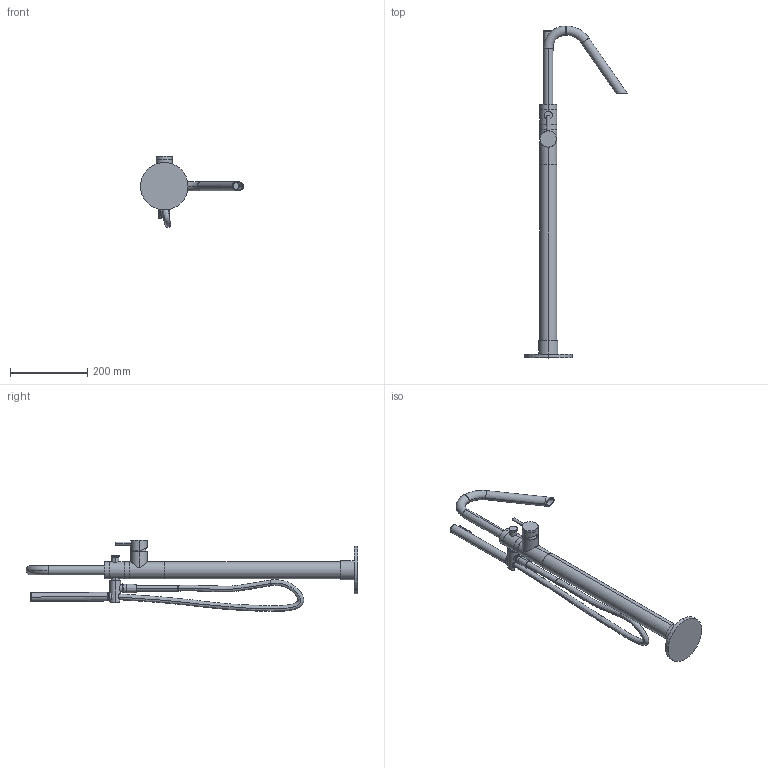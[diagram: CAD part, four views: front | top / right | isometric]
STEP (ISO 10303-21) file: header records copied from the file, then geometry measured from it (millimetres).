
FILE_DESCRIPTION (( 'STEP AP214' ), '1' );
FILE_NAME ('9153.STEP', '2024-02-08T14:17:54', ( '' ), ( '' ), 'SwSTEP 2.0', 'SolidWorks 2018', '' );
FILE_SCHEMA (( 'AUTOMOTIVE_DESIGN' ));
Length unit declared in the file: millimetre
Products named in the file (6): 0100700803; 9153; leva incasso; 0100900410; cappuccio minimalista
Assembly tree (5 placements, depth 2):
  9153
    9153
    0100700803
    0100900410
    cappuccio minimalista
    leva incasso
Bounding box: 266.38 x 858.7 x 183.76 mm (x, y, z)
Volume: 1665622.3 mm3; surface area: 248267.8 mm2
Topology: 5 solids, 5 shells, 360 faces, 749 edges, 469 vertices
Faces by surface type: cylinder 169, plane 91, torus 82, cone 12, bspline 6
Entity records: 16636 total; most frequent: CARTESIAN_POINT 6352, DIRECTION 1749, ORIENTED_EDGE 1494, AXIS2_PLACEMENT_3D 776, EDGE_CURVE 747, VERTEX_POINT 469, EDGE_LOOP 432, CIRCLE 414
